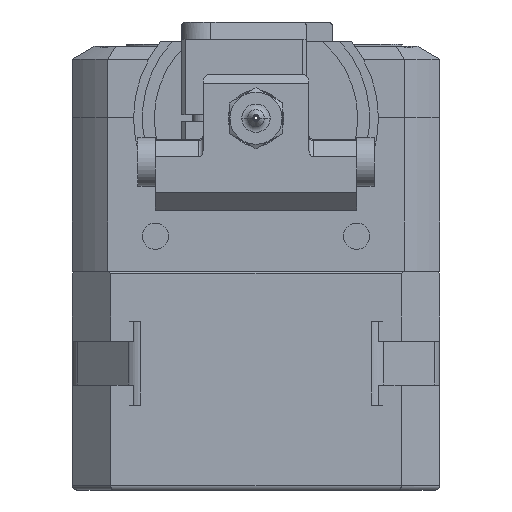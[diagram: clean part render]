
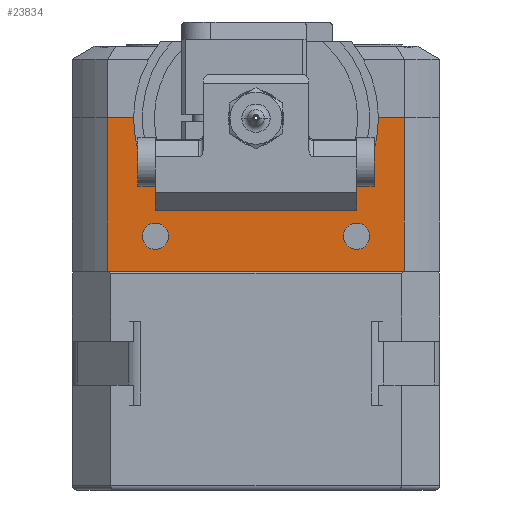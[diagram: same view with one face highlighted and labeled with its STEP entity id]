
A CAD part, front view. The second image highlights one B-rep face of the part: STEP entity #23834.
In plain terms, the highlighted planar face has unit normal (0, -1, 0).
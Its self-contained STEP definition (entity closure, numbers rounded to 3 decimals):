
#66 = CIRCLE ( 'NONE', #37587, 1.5 ) ;
#578 = VECTOR ( 'NONE', #11563, 1000. ) ;
#1010 = DIRECTION ( 'NONE',  ( 1., 0., 0. ) ) ;
#2201 = LINE ( 'NONE', #30876, #5345 ) ;
#2656 = CARTESIAN_POINT ( 'NONE',  ( 32.488, 15.386, 67.397 ) ) ;
#3169 = ORIENTED_EDGE ( 'NONE', *, *, #46175, .F. ) ;
#4502 = ORIENTED_EDGE ( 'NONE', *, *, #14966, .F. ) ;
#4568 = VERTEX_POINT ( 'NONE', #24038 ) ;
#4721 = LINE ( 'NONE', #27662, #29198 ) ;
#4876 = EDGE_CURVE ( 'NONE', #4568, #14289, #12924, .T. ) ;
#5345 = VECTOR ( 'NONE', #24781, 1000. ) ;
#5532 = LINE ( 'NONE', #23361, #33811 ) ;
#7082 = VECTOR ( 'NONE', #1010, 1000. ) ;
#7615 = CIRCLE ( 'NONE', #14986, 1.5 ) ;
#7731 = EDGE_CURVE ( 'NONE', #15826, #23432, #7777, .T. ) ;
#7777 = CIRCLE ( 'NONE', #27263, 1.5 ) ;
#8308 = CARTESIAN_POINT ( 'NONE',  ( 22.588, 15.386, 49.797 ) ) ;
#8666 = CARTESIAN_POINT ( 'NONE',  ( 22.588, 15.386, 67.397 ) ) ;
#8693 = DIRECTION ( 'NONE',  ( 0., 0., -1. ) ) ;
#8740 = VERTEX_POINT ( 'NONE', #37350 ) ;
#8924 = ORIENTED_EDGE ( 'NONE', *, *, #27571, .F. ) ;
#9145 = DIRECTION ( 'NONE',  ( 1., 0., 0. ) ) ;
#9180 = CARTESIAN_POINT ( 'NONE',  ( 21.488, 15.386, 53.797 ) ) ;
#9383 = PLANE ( 'NONE',  #36767 ) ;
#10503 = VECTOR ( 'NONE', #8693, 1000. ) ;
#10554 = ORIENTED_EDGE ( 'NONE', *, *, #39445, .F. ) ;
#11563 = DIRECTION ( 'NONE',  ( 0., 0., 1. ) ) ;
#11952 = CARTESIAN_POINT ( 'NONE',  ( -0.012, 15.386, 53.797 ) ) ;
#12374 = EDGE_CURVE ( 'NONE', #14289, #34699, #33250, .T. ) ;
#12829 = CARTESIAN_POINT ( 'NONE',  ( 28.458, 15.386, 49.797 ) ) ;
#12874 = LINE ( 'NONE', #41552, #10503 ) ;
#12924 = LINE ( 'NONE', #41835, #24463 ) ;
#14289 = VERTEX_POINT ( 'NONE', #24501 ) ;
#14486 = EDGE_LOOP ( 'NONE', ( #4502, #39667 ) ) ;
#14966 = EDGE_CURVE ( 'NONE', #23432, #15826, #27645, .T. ) ;
#14986 = AXIS2_PLACEMENT_3D ( 'NONE', #19019, #41313, #9145 ) ;
#15685 = DIRECTION ( 'NONE',  ( 1., 0., 0. ) ) ;
#15826 = VERTEX_POINT ( 'NONE', #9180 ) ;
#16151 = CARTESIAN_POINT ( 'NONE',  ( 0.388, 15.386, 59.997 ) ) ;
#16738 = ORIENTED_EDGE ( 'NONE', *, *, #33586, .F. ) ;
#16862 = FACE_BOUND ( 'NONE', #14486, .T. ) ;
#16879 = EDGE_CURVE ( 'NONE', #8740, #24800, #36703, .T. ) ;
#16974 = DIRECTION ( 'NONE',  ( 1., 0., 0. ) ) ;
#17198 = CARTESIAN_POINT ( 'NONE',  ( 22.988, 15.386, 53.797 ) ) ;
#18178 = EDGE_CURVE ( 'NONE', #35543, #34699, #5532, .T. ) ;
#18518 = ORIENTED_EDGE ( 'NONE', *, *, #16879, .F. ) ;
#18994 = CARTESIAN_POINT ( 'NONE',  ( 28.458, 15.386, 67.397 ) ) ;
#19019 = CARTESIAN_POINT ( 'NONE',  ( -0.012, 15.386, 53.797 ) ) ;
#19252 = DIRECTION ( 'NONE',  ( 0., -1., 0. ) ) ;
#19874 = VECTOR ( 'NONE', #16974, 1000. ) ;
#20192 = FACE_OUTER_BOUND ( 'NONE', #21448, .T. ) ;
#21007 = LINE ( 'NONE', #2656, #19874 ) ;
#21448 = EDGE_LOOP ( 'NONE', ( #8924, #23779, #28393, #39559, #38011, #18518, #45068, #10554 ) ) ;
#23361 = CARTESIAN_POINT ( 'NONE',  ( 28.458, 15.386, 75.547 ) ) ;
#23432 = VERTEX_POINT ( 'NONE', #46314 ) ;
#23779 = ORIENTED_EDGE ( 'NONE', *, *, #4876, .T. ) ;
#23834 = ADVANCED_FACE ( 'NONE', ( #16862, #35239, #20192 ), #9383, .F. ) ;
#24038 = CARTESIAN_POINT ( 'NONE',  ( -5.483, 15.386, 67.397 ) ) ;
#24463 = VECTOR ( 'NONE', #27285, 1000. ) ;
#24501 = CARTESIAN_POINT ( 'NONE',  ( -5.483, 15.386, 49.797 ) ) ;
#24678 = DIRECTION ( 'NONE',  ( 0., 1., 0. ) ) ;
#24781 = DIRECTION ( 'NONE',  ( 1., 0., 0. ) ) ;
#24800 = VERTEX_POINT ( 'NONE', #8666 ) ;
#26785 = DIRECTION ( 'NONE',  ( 1., 0., 0. ) ) ;
#27254 = DIRECTION ( 'NONE',  ( 0., -1., 0. ) ) ;
#27263 = AXIS2_PLACEMENT_3D ( 'NONE', #17198, #28491, #42594 ) ;
#27285 = DIRECTION ( 'NONE',  ( 0., 0., -1. ) ) ;
#27571 = EDGE_CURVE ( 'NONE', #4568, #43158, #21007, .T. ) ;
#27645 = CIRCLE ( 'NONE', #41137, 1.5 ) ;
#27662 = CARTESIAN_POINT ( 'NONE',  ( 32.488, 15.386, 59.997 ) ) ;
#28393 = ORIENTED_EDGE ( 'NONE', *, *, #12374, .T. ) ;
#28491 = DIRECTION ( 'NONE',  ( 0., -1., 0. ) ) ;
#29029 = CARTESIAN_POINT ( 'NONE',  ( -1.512, 15.386, 53.797 ) ) ;
#29083 = EDGE_LOOP ( 'NONE', ( #16738, #3169 ) ) ;
#29198 = VECTOR ( 'NONE', #45736, 1000. ) ;
#29649 = CARTESIAN_POINT ( 'NONE',  ( 28.458, 15.386, 49.797 ) ) ;
#30163 = DIRECTION ( 'NONE',  ( 0., 0., -1. ) ) ;
#30876 = CARTESIAN_POINT ( 'NONE',  ( 32.488, 15.386, 67.397 ) ) ;
#32764 = CARTESIAN_POINT ( 'NONE',  ( 1.488, 15.386, 53.797 ) ) ;
#33250 = LINE ( 'NONE', #29649, #7082 ) ;
#33586 = EDGE_CURVE ( 'NONE', #44603, #36027, #66, .T. ) ;
#33811 = VECTOR ( 'NONE', #30163, 1000. ) ;
#34699 = VERTEX_POINT ( 'NONE', #12829 ) ;
#35189 = VERTEX_POINT ( 'NONE', #16151 ) ;
#35239 = FACE_BOUND ( 'NONE', #29083, .T. ) ;
#35543 = VERTEX_POINT ( 'NONE', #18994 ) ;
#36027 = VERTEX_POINT ( 'NONE', #29029 ) ;
#36703 = LINE ( 'NONE', #8308, #578 ) ;
#36767 = AXIS2_PLACEMENT_3D ( 'NONE', #45793, #24678, #45554 ) ;
#37350 = CARTESIAN_POINT ( 'NONE',  ( 22.588, 15.386, 59.997 ) ) ;
#37587 = AXIS2_PLACEMENT_3D ( 'NONE', #11952, #19252, #15685 ) ;
#38011 = ORIENTED_EDGE ( 'NONE', *, *, #40235, .F. ) ;
#39445 = EDGE_CURVE ( 'NONE', #43158, #35189, #12874, .T. ) ;
#39559 = ORIENTED_EDGE ( 'NONE', *, *, #18178, .F. ) ;
#39667 = ORIENTED_EDGE ( 'NONE', *, *, #7731, .F. ) ;
#40221 = CARTESIAN_POINT ( 'NONE',  ( 0.388, 15.386, 67.397 ) ) ;
#40235 = EDGE_CURVE ( 'NONE', #24800, #35543, #2201, .T. ) ;
#41137 = AXIS2_PLACEMENT_3D ( 'NONE', #41799, #27254, #26785 ) ;
#41313 = DIRECTION ( 'NONE',  ( 0., -1., 0. ) ) ;
#41552 = CARTESIAN_POINT ( 'NONE',  ( 0.388, 15.386, 49.797 ) ) ;
#41799 = CARTESIAN_POINT ( 'NONE',  ( 22.988, 15.386, 53.797 ) ) ;
#41835 = CARTESIAN_POINT ( 'NONE',  ( -5.483, 15.386, 75.547 ) ) ;
#42594 = DIRECTION ( 'NONE',  ( 1., 0., 0. ) ) ;
#43158 = VERTEX_POINT ( 'NONE', #40221 ) ;
#44603 = VERTEX_POINT ( 'NONE', #32764 ) ;
#45068 = ORIENTED_EDGE ( 'NONE', *, *, #45125, .F. ) ;
#45125 = EDGE_CURVE ( 'NONE', #35189, #8740, #4721, .T. ) ;
#45554 = DIRECTION ( 'NONE',  ( 1., 0., 0. ) ) ;
#45736 = DIRECTION ( 'NONE',  ( 1., 0., 0. ) ) ;
#45793 = CARTESIAN_POINT ( 'NONE',  ( 32.488, 15.386, 49.797 ) ) ;
#46175 = EDGE_CURVE ( 'NONE', #36027, #44603, #7615, .T. ) ;
#46314 = CARTESIAN_POINT ( 'NONE',  ( 24.488, 15.386, 53.797 ) ) ;
